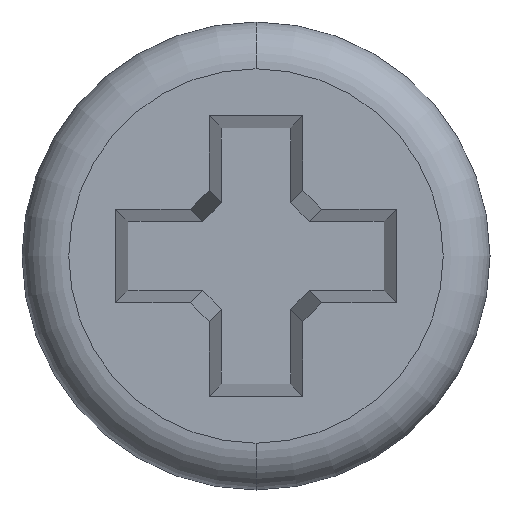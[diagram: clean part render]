
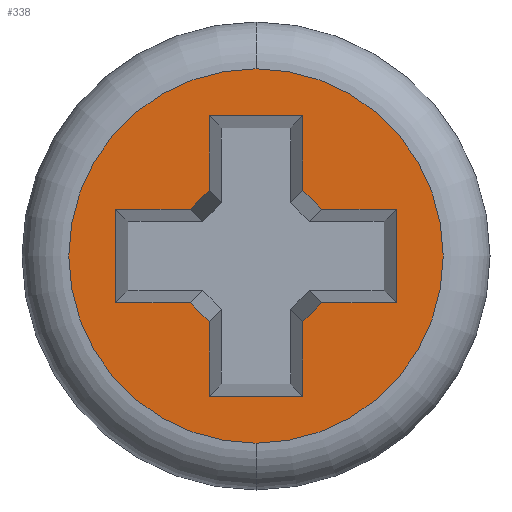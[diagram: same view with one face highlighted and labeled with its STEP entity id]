
A CAD part, front view. The second image highlights one B-rep face of the part: STEP entity #338.
In plain terms, the highlighted planar face has unit normal (0, -1, 0).
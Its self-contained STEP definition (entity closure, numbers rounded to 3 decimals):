
#14 = DIRECTION ( 'NONE',  ( -0.704, 0., 0.71 ) ) ;
#29 = VERTEX_POINT ( 'NONE', #635 ) ;
#31 = LINE ( 'NONE', #310, #70 ) ;
#36 = CARTESIAN_POINT ( 'NONE',  ( 0.5, 0., 1.5 ) ) ;
#39 = VERTEX_POINT ( 'NONE', #701 ) ;
#40 = CIRCLE ( 'NONE', #593, 2. ) ;
#43 = DIRECTION ( 'NONE',  ( 0.704, 0., -0.71 ) ) ;
#45 = CARTESIAN_POINT ( 'NONE',  ( 0.5, 0., -0.5 ) ) ;
#49 = EDGE_CURVE ( 'NONE', #39, #581, #673, .T. ) ;
#50 = ORIENTED_EDGE ( 'NONE', *, *, #805, .F. ) ;
#53 = EDGE_CURVE ( 'NONE', #229, #385, #743, .T. ) ;
#66 = VECTOR ( 'NONE', #316, 1000. ) ;
#68 = DIRECTION ( 'NONE',  ( 0., 0., -1. ) ) ;
#70 = VECTOR ( 'NONE', #43, 1000. ) ;
#78 = EDGE_CURVE ( 'NONE', #755, #693, #298, .T. ) ;
#80 = EDGE_CURVE ( 'NONE', #443, #253, #466, .T. ) ;
#88 = CARTESIAN_POINT ( 'NONE',  ( 1.5, 0., 0.5 ) ) ;
#94 = CARTESIAN_POINT ( 'NONE',  ( 0.5, 0., -1.5 ) ) ;
#97 = EDGE_CURVE ( 'NONE', #385, #253, #649, .T. ) ;
#99 = CARTESIAN_POINT ( 'NONE',  ( 0.5, 0., -0.5 ) ) ;
#108 = EDGE_LOOP ( 'NONE', ( #538, #271, #324, #641, #873, #487, #771, #431, #757, #829, #178, #50, #851, #872, #354, #763 ) ) ;
#111 = DIRECTION ( 'NONE',  ( 1., 0., 0. ) ) ;
#112 = DIRECTION ( 'NONE',  ( 0., 0., 1. ) ) ;
#123 = EDGE_CURVE ( 'NONE', #557, #240, #836, .T. ) ;
#138 = LINE ( 'NONE', #786, #871 ) ;
#153 = VERTEX_POINT ( 'NONE', #441 ) ;
#174 = DIRECTION ( 'NONE',  ( 0., 0., 1. ) ) ;
#178 = ORIENTED_EDGE ( 'NONE', *, *, #811, .F. ) ;
#180 = CARTESIAN_POINT ( 'NONE',  ( 0., 0., 0. ) ) ;
#184 = LINE ( 'NONE', #258, #66 ) ;
#189 = EDGE_CURVE ( 'NONE', #231, #755, #527, .T. ) ;
#198 = VERTEX_POINT ( 'NONE', #373 ) ;
#225 = CARTESIAN_POINT ( 'NONE',  ( 0.702, 0., -0.5 ) ) ;
#229 = VERTEX_POINT ( 'NONE', #376 ) ;
#230 = CARTESIAN_POINT ( 'NONE',  ( 0.5, 0., 0.702 ) ) ;
#231 = VERTEX_POINT ( 'NONE', #230 ) ;
#240 = VERTEX_POINT ( 'NONE', #306 ) ;
#242 = EDGE_CURVE ( 'NONE', #621, #375, #687, .T. ) ;
#247 = CARTESIAN_POINT ( 'NONE',  ( -0.5, 0., -1.5 ) ) ;
#250 = CARTESIAN_POINT ( 'NONE',  ( -1.5, 0., -0.5 ) ) ;
#251 = EDGE_CURVE ( 'NONE', #198, #29, #529, .T. ) ;
#253 = VERTEX_POINT ( 'NONE', #870 ) ;
#258 = CARTESIAN_POINT ( 'NONE',  ( 0.5, 0., 0.5 ) ) ;
#262 = VECTOR ( 'NONE', #14, 1000. ) ;
#271 = ORIENTED_EDGE ( 'NONE', *, *, #80, .T. ) ;
#275 = CARTESIAN_POINT ( 'NONE',  ( -0.5, 0., 1.5 ) ) ;
#296 = CARTESIAN_POINT ( 'NONE',  ( 0.5, 0., 1.5 ) ) ;
#298 = LINE ( 'NONE', #416, #626 ) ;
#302 = VECTOR ( 'NONE', #850, 1000. ) ;
#306 = CARTESIAN_POINT ( 'NONE',  ( -0.5, 0., 0.701 ) ) ;
#310 = CARTESIAN_POINT ( 'NONE',  ( 0.5, 0., 0.702 ) ) ;
#316 = DIRECTION ( 'NONE',  ( -1., 0., 0. ) ) ;
#317 = CARTESIAN_POINT ( 'NONE',  ( 0.5, 0., -0.701 ) ) ;
#324 = ORIENTED_EDGE ( 'NONE', *, *, #97, .F. ) ;
#338 = ADVANCED_FACE ( 'NONE', ( #878, #893 ), #394, .F. ) ;
#343 = AXIS2_PLACEMENT_3D ( 'NONE', #180, #882, #112 ) ;
#347 = EDGE_CURVE ( 'NONE', #231, #153, #31, .T. ) ;
#349 = CARTESIAN_POINT ( 'NONE',  ( 0., 0., 0. ) ) ;
#354 = ORIENTED_EDGE ( 'NONE', *, *, #242, .F. ) ;
#363 = ORIENTED_EDGE ( 'NONE', *, *, #49, .T. ) ;
#366 = DIRECTION ( 'NONE',  ( 0., 0., 1. ) ) ;
#373 = CARTESIAN_POINT ( 'NONE',  ( 0.702, 0., -0.5 ) ) ;
#375 = VERTEX_POINT ( 'NONE', #317 ) ;
#376 = CARTESIAN_POINT ( 'NONE',  ( -1.5, 0., 0.5 ) ) ;
#377 = LINE ( 'NONE', #247, #727 ) ;
#385 = VERTEX_POINT ( 'NONE', #250 ) ;
#386 = DIRECTION ( 'NONE',  ( 1., 0., 0. ) ) ;
#391 = VECTOR ( 'NONE', #174, 1000. ) ;
#394 = PLANE ( 'NONE',  #343 ) ;
#416 = CARTESIAN_POINT ( 'NONE',  ( -0.5, 0., 1.5 ) ) ;
#426 = CARTESIAN_POINT ( 'NONE',  ( -0.702, 0., 0.5 ) ) ;
#428 = CARTESIAN_POINT ( 'NONE',  ( -1.5, 0., 0.5 ) ) ;
#430 = VECTOR ( 'NONE', #505, 1000. ) ;
#431 = ORIENTED_EDGE ( 'NONE', *, *, #78, .F. ) ;
#441 = CARTESIAN_POINT ( 'NONE',  ( 0.701, 0., 0.5 ) ) ;
#443 = VERTEX_POINT ( 'NONE', #675 ) ;
#466 = LINE ( 'NONE', #506, #262 ) ;
#479 = ORIENTED_EDGE ( 'NONE', *, *, #721, .T. ) ;
#487 = ORIENTED_EDGE ( 'NONE', *, *, #123, .T. ) ;
#498 = DIRECTION ( 'NONE',  ( 0., -1., 0. ) ) ;
#499 = LINE ( 'NONE', #699, #783 ) ;
#502 = CARTESIAN_POINT ( 'NONE',  ( 0., 0., -2. ) ) ;
#504 = VECTOR ( 'NONE', #386, 1000. ) ;
#505 = DIRECTION ( 'NONE',  ( -0.71, 0., -0.704 ) ) ;
#506 = CARTESIAN_POINT ( 'NONE',  ( -0.5, 0., -0.702 ) ) ;
#509 = EDGE_CURVE ( 'NONE', #693, #240, #522, .T. ) ;
#522 = LINE ( 'NONE', #275, #548 ) ;
#527 = LINE ( 'NONE', #296, #604 ) ;
#529 = LINE ( 'NONE', #45, #504 ) ;
#538 = ORIENTED_EDGE ( 'NONE', *, *, #574, .F. ) ;
#548 = VECTOR ( 'NONE', #68, 1000. ) ;
#552 = VERTEX_POINT ( 'NONE', #844 ) ;
#557 = VERTEX_POINT ( 'NONE', #845 ) ;
#561 = EDGE_CURVE ( 'NONE', #198, #375, #618, .T. ) ;
#569 = DIRECTION ( 'NONE',  ( -1., 0., 0. ) ) ;
#574 = EDGE_CURVE ( 'NONE', #443, #552, #499, .T. ) ;
#581 = VERTEX_POINT ( 'NONE', #502 ) ;
#592 = CARTESIAN_POINT ( 'NONE',  ( -0.5, 0., 1.5 ) ) ;
#593 = AXIS2_PLACEMENT_3D ( 'NONE', #724, #729, #716 ) ;
#604 = VECTOR ( 'NONE', #366, 1000. ) ;
#610 = VECTOR ( 'NONE', #633, 1000. ) ;
#615 = VERTEX_POINT ( 'NONE', #88 ) ;
#618 = LINE ( 'NONE', #225, #430 ) ;
#621 = VERTEX_POINT ( 'NONE', #94 ) ;
#626 = VECTOR ( 'NONE', #569, 1000. ) ;
#627 = DIRECTION ( 'NONE',  ( 1., 0., 0. ) ) ;
#633 = DIRECTION ( 'NONE',  ( 0.71, 0., 0.704 ) ) ;
#635 = CARTESIAN_POINT ( 'NONE',  ( 1.5, 0., -0.5 ) ) ;
#641 = ORIENTED_EDGE ( 'NONE', *, *, #53, .F. ) ;
#649 = LINE ( 'NONE', #777, #793 ) ;
#650 = EDGE_CURVE ( 'NONE', #557, #229, #138, .T. ) ;
#654 = CARTESIAN_POINT ( 'NONE',  ( 1.5, 0., 0.5 ) ) ;
#673 = CIRCLE ( 'NONE', #840, 2. ) ;
#675 = CARTESIAN_POINT ( 'NONE',  ( -0.5, 0., -0.702 ) ) ;
#687 = LINE ( 'NONE', #99, #391 ) ;
#693 = VERTEX_POINT ( 'NONE', #592 ) ;
#698 = DIRECTION ( 'NONE',  ( 0., 0., 1. ) ) ;
#699 = CARTESIAN_POINT ( 'NONE',  ( -0.5, 0., -0.5 ) ) ;
#701 = CARTESIAN_POINT ( 'NONE',  ( 0., 0., 2. ) ) ;
#705 = LINE ( 'NONE', #654, #772 ) ;
#708 = DIRECTION ( 'NONE',  ( 0., 0., -1. ) ) ;
#716 = DIRECTION ( 'NONE',  ( 0., 0., 1. ) ) ;
#721 = EDGE_CURVE ( 'NONE', #581, #39, #40, .T. ) ;
#724 = CARTESIAN_POINT ( 'NONE',  ( 0., 0., 0. ) ) ;
#727 = VECTOR ( 'NONE', #111, 1000. ) ;
#728 = EDGE_LOOP ( 'NONE', ( #363, #479 ) ) ;
#729 = DIRECTION ( 'NONE',  ( 0., -1., 0. ) ) ;
#743 = LINE ( 'NONE', #428, #302 ) ;
#755 = VERTEX_POINT ( 'NONE', #36 ) ;
#757 = ORIENTED_EDGE ( 'NONE', *, *, #189, .F. ) ;
#763 = ORIENTED_EDGE ( 'NONE', *, *, #764, .F. ) ;
#764 = EDGE_CURVE ( 'NONE', #552, #621, #377, .T. ) ;
#771 = ORIENTED_EDGE ( 'NONE', *, *, #509, .F. ) ;
#772 = VECTOR ( 'NONE', #795, 1000. ) ;
#777 = CARTESIAN_POINT ( 'NONE',  ( -1.5, 0., -0.5 ) ) ;
#783 = VECTOR ( 'NONE', #708, 1000. ) ;
#786 = CARTESIAN_POINT ( 'NONE',  ( -1.5, 0., 0.5 ) ) ;
#793 = VECTOR ( 'NONE', #627, 1000. ) ;
#795 = DIRECTION ( 'NONE',  ( 0., 0., 1. ) ) ;
#805 = EDGE_CURVE ( 'NONE', #29, #615, #705, .T. ) ;
#811 = EDGE_CURVE ( 'NONE', #615, #153, #184, .T. ) ;
#829 = ORIENTED_EDGE ( 'NONE', *, *, #347, .T. ) ;
#836 = LINE ( 'NONE', #426, #610 ) ;
#840 = AXIS2_PLACEMENT_3D ( 'NONE', #349, #498, #698 ) ;
#844 = CARTESIAN_POINT ( 'NONE',  ( -0.5, 0., -1.5 ) ) ;
#845 = CARTESIAN_POINT ( 'NONE',  ( -0.702, 0., 0.5 ) ) ;
#850 = DIRECTION ( 'NONE',  ( 0., 0., -1. ) ) ;
#851 = ORIENTED_EDGE ( 'NONE', *, *, #251, .F. ) ;
#853 = DIRECTION ( 'NONE',  ( -1., 0., 0. ) ) ;
#870 = CARTESIAN_POINT ( 'NONE',  ( -0.701, 0., -0.5 ) ) ;
#871 = VECTOR ( 'NONE', #853, 1000. ) ;
#872 = ORIENTED_EDGE ( 'NONE', *, *, #561, .T. ) ;
#873 = ORIENTED_EDGE ( 'NONE', *, *, #650, .F. ) ;
#878 = FACE_BOUND ( 'NONE', #108, .T. ) ;
#882 = DIRECTION ( 'NONE',  ( 0., 1., 0. ) ) ;
#893 = FACE_OUTER_BOUND ( 'NONE', #728, .T. ) ;
